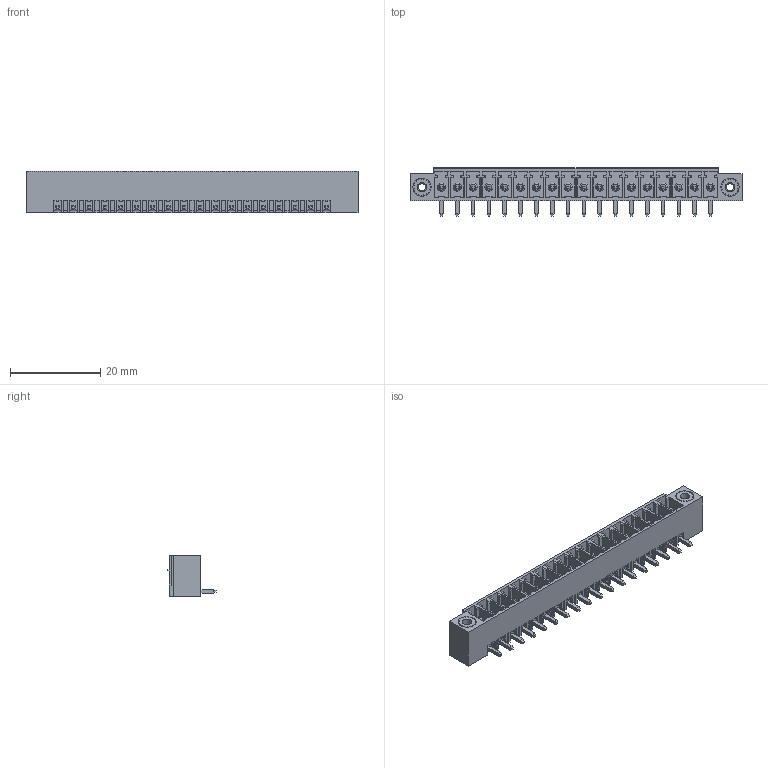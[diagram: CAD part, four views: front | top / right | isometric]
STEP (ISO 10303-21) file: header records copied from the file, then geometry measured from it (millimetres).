
FILE_DESCRIPTION(('STEP AP214'),'1');
FILE_NAME('PV18-3,5-H-K.stp','2018-11-29T16:10:55',(' '),(' '),'Spatial InterOp 3D',' ',' ');
FILE_SCHEMA(('AUTOMOTIVE_DESIGN { 1 0 10303 214 1 1 1 1 }'));
Length unit declared in the file: metre
Products named in the file (1): 1
Bounding box: 73.4 x 10.65 x 9.2 mm (x, y, z)
Volume: 2637.3 mm3; surface area: 5842.2 mm2
Topology: 1 solids, 1 shells, 1247 faces, 3241 edges, 2090 vertices
Faces by surface type: plane 1114, cylinder 97, torus 18, cone 18
Full cylindrical faces by diameter (mm): 1.6 x2, 1.8 x18, 2.05 x2
Entity records: 46908 total; most frequent: CARTESIAN_POINT 6603, ORIENTED_EDGE 6358, DIRECTION 5869, EDGE_CURVE 3179, LINE 2913, VECTOR 2913, VERTEX_POINT 2068, AXIS2_PLACEMENT_3D 1478
